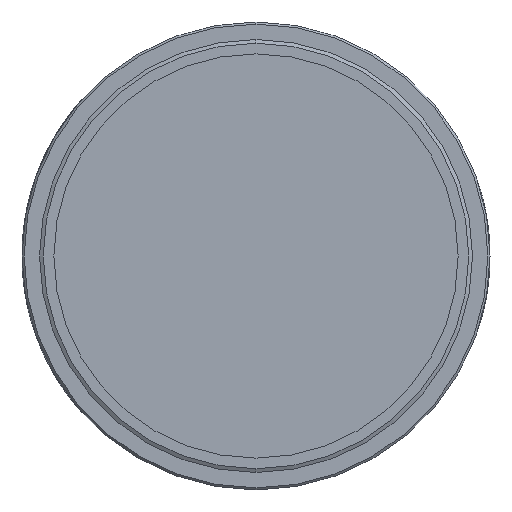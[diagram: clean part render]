
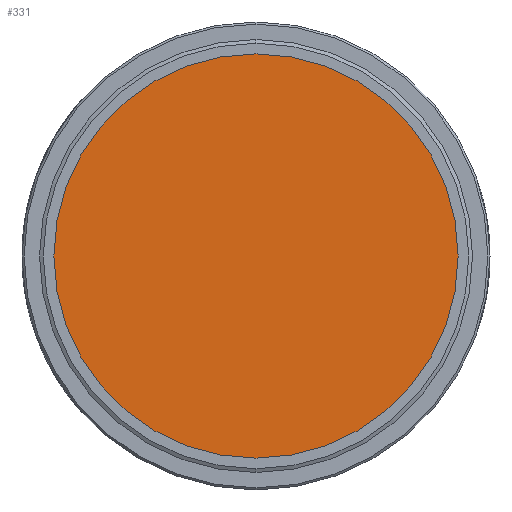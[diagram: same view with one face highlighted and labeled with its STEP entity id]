
A CAD part, left-side view. The second image highlights one B-rep face of the part: STEP entity #331.
In plain terms, the highlighted planar face has unit normal (-1, 0, 0).
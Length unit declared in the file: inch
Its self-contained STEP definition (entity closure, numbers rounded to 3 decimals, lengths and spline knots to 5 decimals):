
#331 = ADVANCED_FACE ( 'NONE', ( #14684 ), #3660, .F. ) ;
#1090 = VERTEX_POINT ( 'NONE', #13800 ) ;
#1473 = CARTESIAN_POINT ( 'NONE',  ( -0.105, 0., 0. ) ) ;
#2723 = DIRECTION ( 'NONE',  ( 0., 0., -1. ) ) ;
#3660 = PLANE ( 'NONE',  #8634 ) ;
#5517 = DIRECTION ( 'NONE',  ( 1., 0., 0. ) ) ;
#5792 = CIRCLE ( 'NONE', #11275, 1. ) ;
#5870 = EDGE_CURVE ( 'NONE', #1090, #8777, #5792, .T. ) ;
#6538 = EDGE_LOOP ( 'NONE', ( #11881, #10664 ) ) ;
#6649 = EDGE_CURVE ( 'NONE', #8777, #1090, #12060, .T. ) ;
#8512 = DIRECTION ( 'NONE',  ( 0., 0., -1. ) ) ;
#8634 = AXIS2_PLACEMENT_3D ( 'NONE', #14597, #15766, #8512 ) ;
#8777 = VERTEX_POINT ( 'NONE', #12205 ) ;
#9997 = DIRECTION ( 'NONE',  ( 1., 0., 0. ) ) ;
#10664 = ORIENTED_EDGE ( 'NONE', *, *, #6649, .F. ) ;
#11275 = AXIS2_PLACEMENT_3D ( 'NONE', #1473, #9997, #2723 ) ;
#11774 = AXIS2_PLACEMENT_3D ( 'NONE', #12792, #5517, #14016 ) ;
#11881 = ORIENTED_EDGE ( 'NONE', *, *, #5870, .F. ) ;
#12060 = CIRCLE ( 'NONE', #11774, 1. ) ;
#12205 = CARTESIAN_POINT ( 'NONE',  ( -0.105, 0., 1. ) ) ;
#12792 = CARTESIAN_POINT ( 'NONE',  ( -0.105, 0., 0. ) ) ;
#13800 = CARTESIAN_POINT ( 'NONE',  ( -0.105, 0., -1. ) ) ;
#14016 = DIRECTION ( 'NONE',  ( 0., 0., -1. ) ) ;
#14597 = CARTESIAN_POINT ( 'NONE',  ( -0.105, 0., 0. ) ) ;
#14684 = FACE_OUTER_BOUND ( 'NONE', #6538, .T. ) ;
#15766 = DIRECTION ( 'NONE',  ( 1., 0., 0. ) ) ;
